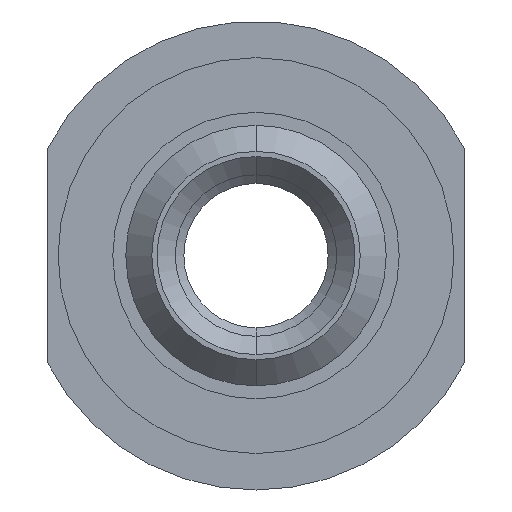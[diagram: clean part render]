
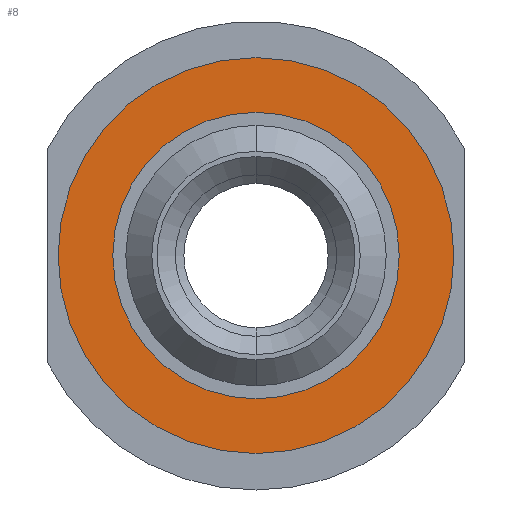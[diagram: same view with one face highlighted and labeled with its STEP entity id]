
A CAD part, front view. The second image highlights one B-rep face of the part: STEP entity #8.
In plain terms, the highlighted planar face has unit normal (0, -1, 0).
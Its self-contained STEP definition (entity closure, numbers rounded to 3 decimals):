
#2 = AXIS2_PLACEMENT_3D ( 'NONE', #814, #1010, #404 ) ;
#4 = AXIS2_PLACEMENT_3D ( 'NONE', #1034, #1115, #1125 ) ;
#8 = ADVANCED_FACE ( 'NONE', ( #567, #836 ), #1076, .F. ) ;
#52 = EDGE_CURVE ( 'NONE', #244, #847, #780, .T. ) ;
#61 = DIRECTION ( 'NONE',  ( 0., -1., 0. ) ) ;
#73 = EDGE_LOOP ( 'NONE', ( #208, #503 ) ) ;
#90 = DIRECTION ( 'NONE',  ( 0., -1., 0. ) ) ;
#91 = EDGE_LOOP ( 'NONE', ( #1132, #699 ) ) ;
#145 = EDGE_CURVE ( 'NONE', #203, #955, #745, .T. ) ;
#149 = CARTESIAN_POINT ( 'NONE',  ( 0., 21.22, 0. ) ) ;
#168 = CARTESIAN_POINT ( 'NONE',  ( 0., 21.22, 5.5 ) ) ;
#203 = VERTEX_POINT ( 'NONE', #421 ) ;
#208 = ORIENTED_EDGE ( 'NONE', *, *, #145, .F. ) ;
#210 = CARTESIAN_POINT ( 'NONE',  ( 0., 21.22, -7.6 ) ) ;
#214 = EDGE_CURVE ( 'NONE', #847, #244, #325, .T. ) ;
#244 = VERTEX_POINT ( 'NONE', #210 ) ;
#248 = AXIS2_PLACEMENT_3D ( 'NONE', #149, #61, #408 ) ;
#249 = AXIS2_PLACEMENT_3D ( 'NONE', #911, #826, #732 ) ;
#325 = CIRCLE ( 'NONE', #963, 7.6 ) ;
#404 = DIRECTION ( 'NONE',  ( 0., 0., -1. ) ) ;
#408 = DIRECTION ( 'NONE',  ( 0., 0., -1. ) ) ;
#421 = CARTESIAN_POINT ( 'NONE',  ( 0., 21.22, -5.5 ) ) ;
#503 = ORIENTED_EDGE ( 'NONE', *, *, #573, .F. ) ;
#567 = FACE_BOUND ( 'NONE', #73, .T. ) ;
#573 = EDGE_CURVE ( 'NONE', #955, #203, #1051, .T. ) ;
#664 = CARTESIAN_POINT ( 'NONE',  ( 0., 21.22, 7.6 ) ) ;
#699 = ORIENTED_EDGE ( 'NONE', *, *, #214, .T. ) ;
#732 = DIRECTION ( 'NONE',  ( 0., 0., 1. ) ) ;
#745 = CIRCLE ( 'NONE', #248, 5.5 ) ;
#760 = CARTESIAN_POINT ( 'NONE',  ( 0., 21.22, 0. ) ) ;
#780 = CIRCLE ( 'NONE', #2, 7.6 ) ;
#814 = CARTESIAN_POINT ( 'NONE',  ( 0., 21.22, 0. ) ) ;
#826 = DIRECTION ( 'NONE',  ( 0., 1., 0. ) ) ;
#836 = FACE_OUTER_BOUND ( 'NONE', #91, .T. ) ;
#847 = VERTEX_POINT ( 'NONE', #664 ) ;
#911 = CARTESIAN_POINT ( 'NONE',  ( 0., 21.22, 0. ) ) ;
#955 = VERTEX_POINT ( 'NONE', #168 ) ;
#963 = AXIS2_PLACEMENT_3D ( 'NONE', #760, #90, #1026 ) ;
#1010 = DIRECTION ( 'NONE',  ( 0., -1., 0. ) ) ;
#1026 = DIRECTION ( 'NONE',  ( 0., 0., -1. ) ) ;
#1034 = CARTESIAN_POINT ( 'NONE',  ( 0., 21.22, 0. ) ) ;
#1051 = CIRCLE ( 'NONE', #4, 5.5 ) ;
#1076 = PLANE ( 'NONE',  #249 ) ;
#1115 = DIRECTION ( 'NONE',  ( 0., -1., 0. ) ) ;
#1125 = DIRECTION ( 'NONE',  ( 0., 0., -1. ) ) ;
#1132 = ORIENTED_EDGE ( 'NONE', *, *, #52, .T. ) ;
